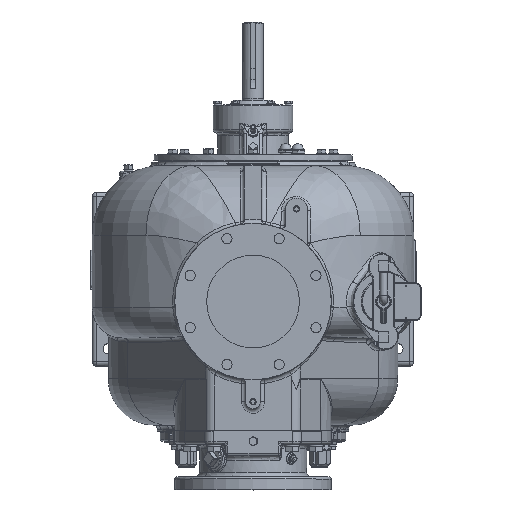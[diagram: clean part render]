
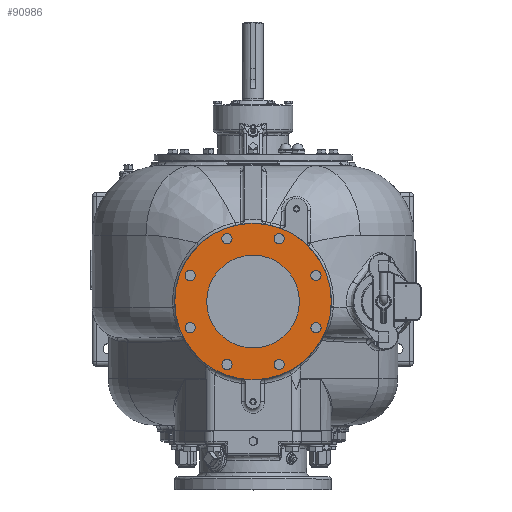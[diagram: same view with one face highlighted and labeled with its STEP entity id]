
A CAD part, top view. The second image highlights one B-rep face of the part: STEP entity #90986.
In plain terms, the highlighted planar face has unit normal (0, 0, 1).
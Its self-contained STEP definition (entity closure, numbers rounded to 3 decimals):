
#13658=ORIENTED_EDGE('',*,*,#32327,.F.);
#13659=ORIENTED_EDGE('',*,*,#32328,.F.);
#13660=ORIENTED_EDGE('',*,*,#32329,.F.);
#13661=ORIENTED_EDGE('',*,*,#32330,.F.);
#13662=ORIENTED_EDGE('',*,*,#32331,.F.);
#13663=ORIENTED_EDGE('',*,*,#32332,.F.);
#13664=ORIENTED_EDGE('',*,*,#32333,.F.);
#13665=ORIENTED_EDGE('',*,*,#32334,.F.);
#13666=ORIENTED_EDGE('',*,*,#32300,.T.);
#13667=ORIENTED_EDGE('',*,*,#32326,.F.);
#32300=EDGE_CURVE('',#41655,#41655,#47622,.T.);
#32326=EDGE_CURVE('',#41677,#41677,#47634,.T.);
#32327=EDGE_CURVE('',#41678,#41678,#47635,.T.);
#32328=EDGE_CURVE('',#41679,#41679,#47636,.T.);
#32329=EDGE_CURVE('',#41680,#41680,#47637,.T.);
#32330=EDGE_CURVE('',#41681,#41681,#47638,.T.);
#32331=EDGE_CURVE('',#41682,#41682,#47639,.T.);
#32332=EDGE_CURVE('',#41683,#41683,#47640,.T.);
#32333=EDGE_CURVE('',#41684,#41684,#47641,.T.);
#32334=EDGE_CURVE('',#41685,#41685,#47642,.T.);
#41655=VERTEX_POINT('',#122422);
#41677=VERTEX_POINT('',#122479);
#41678=VERTEX_POINT('',#122482);
#41679=VERTEX_POINT('',#122484);
#41680=VERTEX_POINT('',#122486);
#41681=VERTEX_POINT('',#122488);
#41682=VERTEX_POINT('',#122490);
#41683=VERTEX_POINT('',#122492);
#41684=VERTEX_POINT('',#122494);
#41685=VERTEX_POINT('',#122496);
#47622=CIRCLE('',#95245,101.6);
#47634=CIRCLE('',#95268,171.45);
#47635=CIRCLE('',#95270,11.113);
#47636=CIRCLE('',#95271,11.113);
#47637=CIRCLE('',#95272,11.113);
#47638=CIRCLE('',#95273,11.113);
#47639=CIRCLE('',#95274,11.113);
#47640=CIRCLE('',#95275,11.113);
#47641=CIRCLE('',#95276,11.113);
#47642=CIRCLE('',#95277,11.113);
#50954=EDGE_LOOP('',(#13658));
#50955=EDGE_LOOP('',(#13659));
#50956=EDGE_LOOP('',(#13660));
#50957=EDGE_LOOP('',(#13661));
#50958=EDGE_LOOP('',(#13662));
#50959=EDGE_LOOP('',(#13663));
#50960=EDGE_LOOP('',(#13664));
#50961=EDGE_LOOP('',(#13665));
#50962=EDGE_LOOP('',(#13666));
#50963=EDGE_LOOP('',(#13667));
#55731=FACE_BOUND('',#50954,.T.);
#55732=FACE_BOUND('',#50955,.T.);
#55733=FACE_BOUND('',#50956,.T.);
#55734=FACE_BOUND('',#50957,.T.);
#55735=FACE_BOUND('',#50958,.T.);
#55736=FACE_BOUND('',#50959,.T.);
#55737=FACE_BOUND('',#50960,.T.);
#55738=FACE_BOUND('',#50961,.T.);
#55739=FACE_BOUND('',#50962,.T.);
#55740=FACE_BOUND('',#50963,.T.);
#60411=PLANE('',#95269);
#90986=ADVANCED_FACE('',(#55731,#55732,#55733,#55734,#55735,#55736,#55737,
#55738,#55739,#55740),#60411,.T.);
#95245=AXIS2_PLACEMENT_3D('',#122421,#102887,#102888);
#95268=AXIS2_PLACEMENT_3D('',#122478,#102945,#102946);
#95269=AXIS2_PLACEMENT_3D('',#122480,#102947,#102948);
#95270=AXIS2_PLACEMENT_3D('',#122481,#102949,#102950);
#95271=AXIS2_PLACEMENT_3D('',#122483,#102951,#102952);
#95272=AXIS2_PLACEMENT_3D('',#122485,#102953,#102954);
#95273=AXIS2_PLACEMENT_3D('',#122487,#102955,#102956);
#95274=AXIS2_PLACEMENT_3D('',#122489,#102957,#102958);
#95275=AXIS2_PLACEMENT_3D('',#122491,#102959,#102960);
#95276=AXIS2_PLACEMENT_3D('',#122493,#102961,#102962);
#95277=AXIS2_PLACEMENT_3D('',#122495,#102963,#102964);
#102887=DIRECTION('',(0.,0.,-1.));
#102888=DIRECTION('',(0.,-1.,0.));
#102945=DIRECTION('',(0.,0.,-1.));
#102946=DIRECTION('',(0.,-1.,0.));
#102947=DIRECTION('',(0.,0.,1.));
#102948=DIRECTION('',(0.,1.,0.));
#102949=DIRECTION('',(0.,0.,1.));
#102950=DIRECTION('',(-0.707,0.707,0.));
#102951=DIRECTION('',(0.,0.,1.));
#102952=DIRECTION('',(0.,1.,0.));
#102953=DIRECTION('',(0.,0.,1.));
#102954=DIRECTION('',(0.707,0.707,0.));
#102955=DIRECTION('',(0.,0.,1.));
#102956=DIRECTION('',(1.,0.,0.));
#102957=DIRECTION('',(0.,0.,1.));
#102958=DIRECTION('',(0.707,-0.707,0.));
#102959=DIRECTION('',(0.,0.,1.));
#102960=DIRECTION('',(0.,-1.,0.));
#102961=DIRECTION('',(0.,0.,1.));
#102962=DIRECTION('',(-0.707,-0.707,0.));
#102963=DIRECTION('',(0.,0.,1.));
#102964=DIRECTION('',(-1.,0.,0.));
#122421=CARTESIAN_POINT('',(0.,0.,737.514));
#122422=CARTESIAN_POINT('',(0.,-101.6,737.514));
#122478=CARTESIAN_POINT('',(0.,0.,737.514));
#122479=CARTESIAN_POINT('',(0.,-171.45,737.514));
#122480=CARTESIAN_POINT('',(0.,-171.45,737.514));
#122481=CARTESIAN_POINT('',(-137.866,57.106,737.514));
#122482=CARTESIAN_POINT('',(-145.724,64.964,737.514));
#122483=CARTESIAN_POINT('',(-57.106,137.866,737.514));
#122484=CARTESIAN_POINT('',(-57.106,148.978,737.514));
#122485=CARTESIAN_POINT('',(57.106,137.866,737.514));
#122486=CARTESIAN_POINT('',(64.964,145.724,737.514));
#122487=CARTESIAN_POINT('',(137.866,57.106,737.514));
#122488=CARTESIAN_POINT('',(148.978,57.106,737.514));
#122489=CARTESIAN_POINT('',(137.866,-57.106,737.514));
#122490=CARTESIAN_POINT('',(145.724,-64.964,737.514));
#122491=CARTESIAN_POINT('',(57.106,-137.866,737.514));
#122492=CARTESIAN_POINT('',(57.106,-148.978,737.514));
#122493=CARTESIAN_POINT('',(-57.106,-137.866,737.514));
#122494=CARTESIAN_POINT('',(-64.964,-145.724,737.514));
#122495=CARTESIAN_POINT('',(-137.866,-57.106,737.514));
#122496=CARTESIAN_POINT('',(-148.978,-57.106,737.514));
